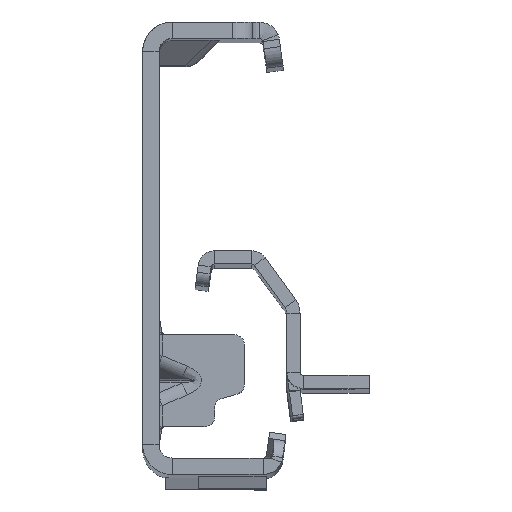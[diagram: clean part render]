
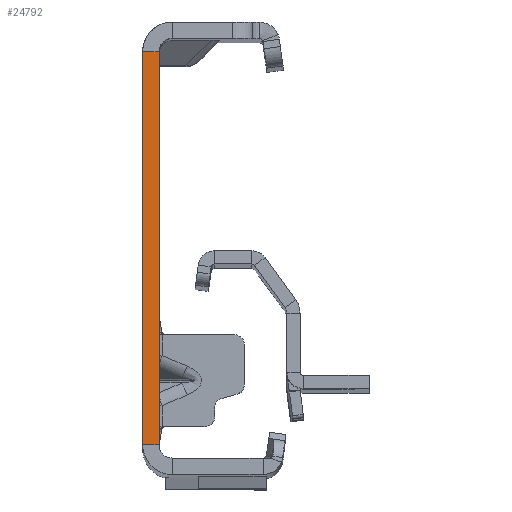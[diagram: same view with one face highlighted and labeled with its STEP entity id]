
A CAD part, top view. The second image highlights one B-rep face of the part: STEP entity #24792.
In plain terms, the highlighted planar face has unit normal (0, 0, 1).
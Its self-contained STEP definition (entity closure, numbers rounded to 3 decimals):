
#248 = LINE ( 'NONE', #50296, #18976 ) ;
#3370 = VERTEX_POINT ( 'NONE', #46417 ) ;
#4078 = CARTESIAN_POINT ( 'NONE',  ( 0., -30., 0. ) ) ;
#5449 = EDGE_CURVE ( 'NONE', #43568, #3370, #248, .T. ) ;
#5683 = ORIENTED_EDGE ( 'NONE', *, *, #5449, .T. ) ;
#9122 = CARTESIAN_POINT ( 'NONE',  ( -2.5, 30., 0. ) ) ;
#11029 = EDGE_LOOP ( 'NONE', ( #16783, #23022, #5683, #43069 ) ) ;
#11715 = VECTOR ( 'NONE', #41046, 1000. ) ;
#11859 = CARTESIAN_POINT ( 'NONE',  ( 0., -32., 0. ) ) ;
#12344 = CARTESIAN_POINT ( 'NONE',  ( -2.5, -32., 0. ) ) ;
#15511 = CARTESIAN_POINT ( 'NONE',  ( 0., -30., 0. ) ) ;
#15837 = LINE ( 'NONE', #4078, #18002 ) ;
#16783 = ORIENTED_EDGE ( 'NONE', *, *, #29017, .F. ) ;
#18002 = VECTOR ( 'NONE', #27523, 1000. ) ;
#18229 = LINE ( 'NONE', #25601, #11715 ) ;
#18976 = VECTOR ( 'NONE', #38354, 1000. ) ;
#20773 = VERTEX_POINT ( 'NONE', #15511 ) ;
#23022 = ORIENTED_EDGE ( 'NONE', *, *, #41702, .T. ) ;
#23302 = DIRECTION ( 'NONE',  ( 0., -1., 0. ) ) ;
#24792 = ADVANCED_FACE ( 'NONE', ( #47120 ), #43542, .T. ) ;
#25601 = CARTESIAN_POINT ( 'NONE',  ( 0., 30., 0. ) ) ;
#27523 = DIRECTION ( 'NONE',  ( -1., 0., 0. ) ) ;
#27866 = LINE ( 'NONE', #11859, #40174 ) ;
#29017 = EDGE_CURVE ( 'NONE', #30306, #20773, #27866, .T. ) ;
#30306 = VERTEX_POINT ( 'NONE', #30741 ) ;
#30741 = CARTESIAN_POINT ( 'NONE',  ( 0., 30., 0. ) ) ;
#34889 = DIRECTION ( 'NONE',  ( 0., 0., 1. ) ) ;
#37430 = EDGE_CURVE ( 'NONE', #20773, #3370, #15837, .T. ) ;
#37460 = AXIS2_PLACEMENT_3D ( 'NONE', #12344, #34889, #47623 ) ;
#38354 = DIRECTION ( 'NONE',  ( 0., -1., 0. ) ) ;
#40174 = VECTOR ( 'NONE', #23302, 1000. ) ;
#41046 = DIRECTION ( 'NONE',  ( -1., 0., 0. ) ) ;
#41702 = EDGE_CURVE ( 'NONE', #30306, #43568, #18229, .T. ) ;
#43069 = ORIENTED_EDGE ( 'NONE', *, *, #37430, .F. ) ;
#43542 = PLANE ( 'NONE',  #37460 ) ;
#43568 = VERTEX_POINT ( 'NONE', #9122 ) ;
#46417 = CARTESIAN_POINT ( 'NONE',  ( -2.5, -30., 0. ) ) ;
#47120 = FACE_OUTER_BOUND ( 'NONE', #11029, .T. ) ;
#47623 = DIRECTION ( 'NONE',  ( 1., 0., 0. ) ) ;
#50296 = CARTESIAN_POINT ( 'NONE',  ( -2.5, -32., 0. ) ) ;
